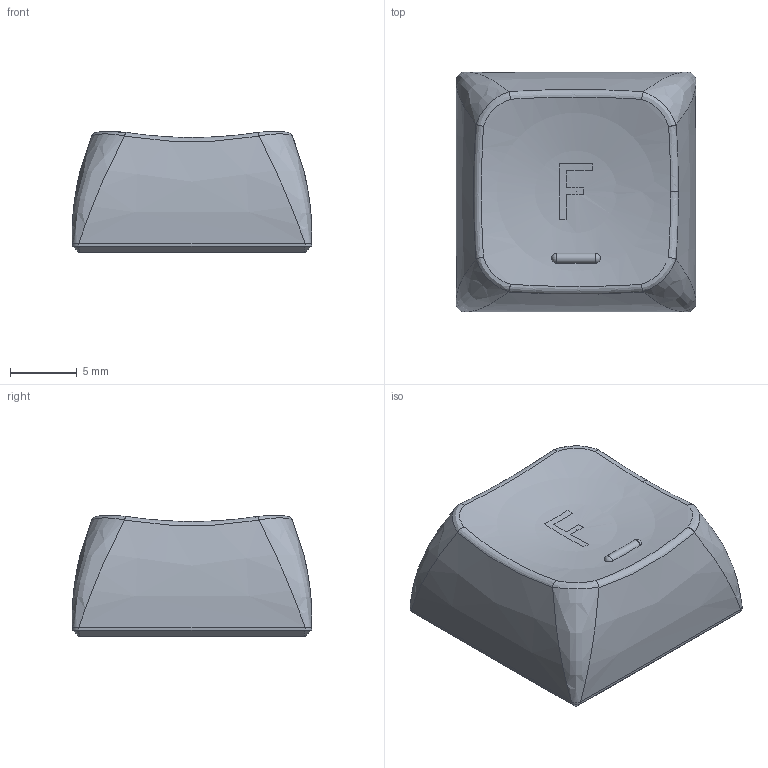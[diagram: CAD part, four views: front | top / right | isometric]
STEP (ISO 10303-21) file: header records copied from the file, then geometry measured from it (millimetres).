
FILE_DESCRIPTION(('Open CASCADE Model'),'2;1');
FILE_NAME('F','2025-07-26T23:18:24',('Author'),('Open CASCADE'), 'Open CASCADE STEP processor 7.8','build123d','Unknown');
FILE_SCHEMA(('AUTOMOTIVE_DESIGN { 1 0 10303 214 1 1 1 1 }'));
Length unit declared in the file: millimetre
Products named in the file (5): =>[0:1:1:2]; F; SOLID; ASSEMBLY
Assembly tree (4 placements, depth 4):
  =>[0:1:1:2]
    F
      SOLID
      ASSEMBLY
        SOLID
Bounding box: 18 x 18 x 9.08 mm (x, y, z)
Volume: 1260.2 mm3; surface area: 1518.7 mm2
Topology: 2 solids, 2 shells, 89 faces, 237 edges, 149 vertices
Faces by surface type: plane 45, bspline 26, cylinder 10, sphere 4, cone 4
Full cylindrical faces by diameter (mm): 5.5 x1
Entity records: 12596 total; most frequent: CARTESIAN_POINT 8340, DIRECTION 659, ORIENTED_EDGE 460, PCURVE 460, DEFINITIONAL_REPRESENTATION 460, LINE 354, VECTOR 354, EDGE_CURVE 230
